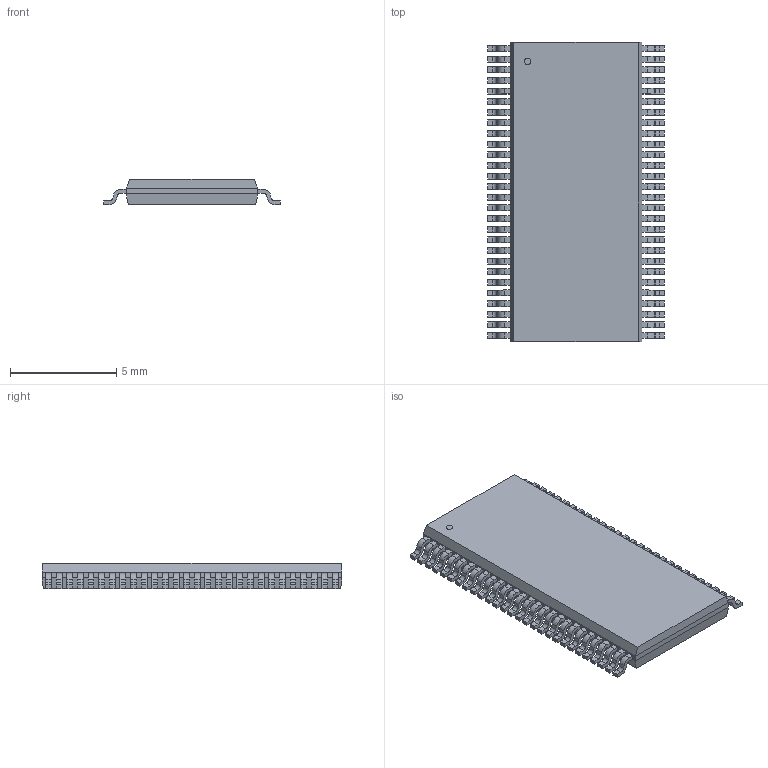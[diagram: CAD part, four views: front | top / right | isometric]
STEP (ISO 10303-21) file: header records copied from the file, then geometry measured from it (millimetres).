
FILE_DESCRIPTION(('STEP AP214'),'1');
FILE_NAME('DGG56','2019-07-13T17:39:59',(''),(''),'','','');
FILE_SCHEMA(('AUTOMOTIVE_DESIGN'));
Length unit declared in the file: millimetre
Products named in the file (1): product
Bounding box: 8.31 x 14.1 x 1.2 mm (x, y, z)
Volume: 0 mm3; surface area: 290.9 mm2
Topology: 1 solids, 799 shells, 801 faces, 4091 edges, 4090 vertices
Faces by surface type: plane 576, cylinder 225
Full cylindrical faces by diameter (mm): 0.31 x1
Entity records: 44982 total; most frequent: CARTESIAN_POINT 8983, VERTEX_POINT 8178, DIRECTION 6594, ORIENTED_EDGE 4092, EDGE_CURVE 4090, LINE 3192, VECTOR 3192, AXIS2_PLACEMENT_3D 1701
